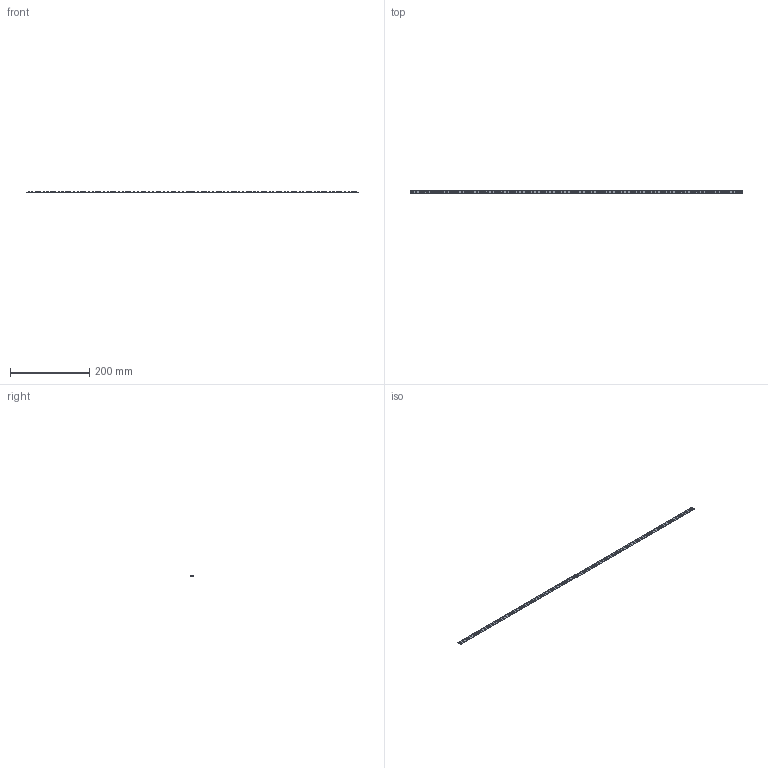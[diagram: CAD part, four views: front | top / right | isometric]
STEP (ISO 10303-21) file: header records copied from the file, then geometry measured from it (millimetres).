
FILE_DESCRIPTION (( 'STEP AP203' ), '1' );
FILE_NAME ('LUXslim Reach 20200825.STEP', '2020-08-25T19:50:52', ( '' ), ( '' ), 'SwSTEP 2.0', 'SolidWorks 2017', '' );
FILE_SCHEMA (( 'CONFIG_CONTROL_DESIGN' ));
Length unit declared in the file: millimetre
Products named in the file (9): 400-0644 rev 4 Flex Tape Joint^400-0644 rev 4_400-0644; 300-0644 rev 4; 0603_Rotated; 400-0704 solder fillet; LUXslim Reach 20200825; 100-0644 rev 2; TSOT-23-5_rotated; LM281B; 400-0644 label rev 4
Assembly tree (95 placements, depth 3):
  LUXslim Reach 20200825
    300-0644 rev 4  x2
      100-0644 rev 2
      0603_Rotated
      LM281B
      TSOT-23-5_rotated
      400-0644 label rev 4
    400-0644 rev 4 Flex Tape Joint^400-0644 rev 4_400-0644
    400-0704 solder fillet  x2
Bounding box: 840.15 x 10.01 x 1.77 mm (x, y, z)
Volume: 4627.8 mm3; surface area: 37937 mm2
Topology: 183 solids, 183 shells, 13764 faces, 37556 edges, 24764 vertices
Faces by surface type: plane 8580, bspline 3192, cylinder 1976, torus 16
Entity records: 29256 total; most frequent: CARTESIAN_POINT 8311, ORIENTED_EDGE 3690, DIRECTION 3515, EDGE_CURVE 1845, AXIS2_PLACEMENT_3D 1231, VERTEX_POINT 1217, LINE 1053, VECTOR 1053
